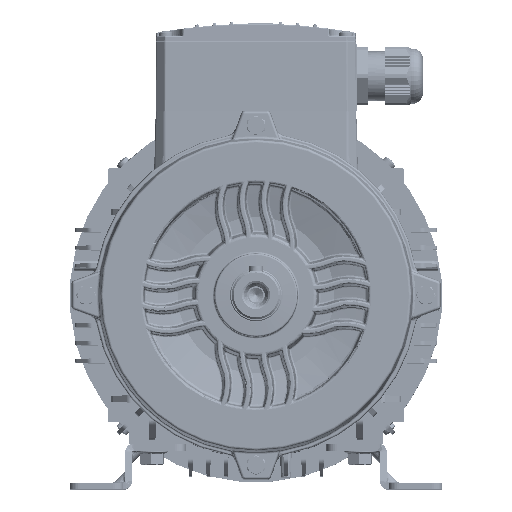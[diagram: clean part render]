
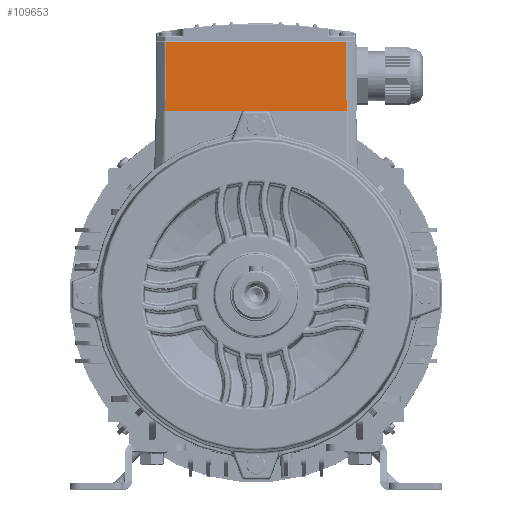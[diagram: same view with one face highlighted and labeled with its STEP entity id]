
A CAD part, top view. The second image highlights one B-rep face of the part: STEP entity #109653.
In plain terms, the highlighted planar face has unit normal (0, 0.009, 1).
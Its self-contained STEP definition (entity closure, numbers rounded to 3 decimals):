
#3919 = EDGE_CURVE ( 'NONE', #111398, #116328, #76345, .T. ) ;
#8109 = VECTOR ( 'NONE', #148121, 1000. ) ;
#8731 = CARTESIAN_POINT ( 'NONE',  ( 52.088, 146.004, 203.654 ) ) ;
#9599 = ORIENTED_EDGE ( 'NONE', *, *, #35147, .T. ) ;
#11370 = LINE ( 'NONE', #103291, #72557 ) ;
#16765 = CARTESIAN_POINT ( 'NONE',  ( -52.082, 106.5, 203.999 ) ) ;
#20895 = EDGE_CURVE ( 'NONE', #46284, #111398, #112994, .T. ) ;
#22501 = CARTESIAN_POINT ( 'NONE',  ( -52.5, 146.5, 203.65 ) ) ;
#27332 = DIRECTION ( 'NONE',  ( -0.004, 1., -0.009 ) ) ;
#33633 = ORIENTED_EDGE ( 'NONE', *, *, #3919, .F. ) ;
#35147 = EDGE_CURVE ( 'NONE', #49690, #96323, #110318, .T. ) ;
#45829 = CARTESIAN_POINT ( 'NONE',  ( 57.5, 106.5, 203.999 ) ) ;
#46284 = VERTEX_POINT ( 'NONE', #93773 ) ;
#49659 = ORIENTED_EDGE ( 'NONE', *, *, #160897, .T. ) ;
#49690 = VERTEX_POINT ( 'NONE', #79242 ) ;
#50731 = DIRECTION ( 'NONE',  ( 0., 0.009, 1. ) ) ;
#57404 = EDGE_CURVE ( 'NONE', #49690, #46284, #68559, .T. ) ;
#62707 = CARTESIAN_POINT ( 'NONE',  ( -52.088, 146.004, 203.654 ) ) ;
#65717 = DIRECTION ( 'NONE',  ( -0.004, -1., 0.009 ) ) ;
#66483 = CARTESIAN_POINT ( 'NONE',  ( -52.23, 106.5, 203.999 ) ) ;
#68559 = LINE ( 'NONE', #145533, #8109 ) ;
#68849 = DIRECTION ( 'NONE',  ( -1., 0., 0. ) ) ;
#72557 = VECTOR ( 'NONE', #158133, 1000. ) ;
#75878 = ORIENTED_EDGE ( 'NONE', *, *, #84570, .T. ) ;
#76345 = LINE ( 'NONE', #130269, #103147 ) ;
#78114 = CARTESIAN_POINT ( 'NONE',  ( -52.086, 146.499, 203.65 ) ) ;
#79242 = CARTESIAN_POINT ( 'NONE',  ( 52.23, 106.5, 203.999 ) ) ;
#80478 = VERTEX_POINT ( 'NONE', #62707 ) ;
#81602 = LINE ( 'NONE', #78114, #160472 ) ;
#83718 = VECTOR ( 'NONE', #27332, 1000. ) ;
#84570 = EDGE_CURVE ( 'NONE', #96323, #80478, #11370, .T. ) ;
#86323 = ORIENTED_EDGE ( 'NONE', *, *, #20895, .F. ) ;
#86973 = DIRECTION ( 'NONE',  ( -1., 0., 0. ) ) ;
#92298 = ORIENTED_EDGE ( 'NONE', *, *, #57404, .F. ) ;
#93773 = CARTESIAN_POINT ( 'NONE',  ( 52.082, 106.5, 203.999 ) ) ;
#96323 = VERTEX_POINT ( 'NONE', #8731 ) ;
#99379 = AXIS2_PLACEMENT_3D ( 'NONE', #22501, #50731, #104628 ) ;
#103147 = VECTOR ( 'NONE', #86973, 1000. ) ;
#103291 = CARTESIAN_POINT ( 'NONE',  ( -52.086, 146.004, 203.654 ) ) ;
#104628 = DIRECTION ( 'NONE',  ( 0., -1., 0.009 ) ) ;
#109653 = ADVANCED_FACE ( 'NONE', ( #144424 ), #143565, .T. ) ;
#110318 = LINE ( 'NONE', #148366, #83718 ) ;
#111398 = VERTEX_POINT ( 'NONE', #16765 ) ;
#112994 = LINE ( 'NONE', #45829, #135451 ) ;
#116328 = VERTEX_POINT ( 'NONE', #66483 ) ;
#130269 = CARTESIAN_POINT ( 'NONE',  ( 57.5, 106.5, 203.999 ) ) ;
#135451 = VECTOR ( 'NONE', #68849, 1000. ) ;
#142438 = EDGE_LOOP ( 'NONE', ( #9599, #75878, #49659, #33633, #86323, #92298 ) ) ;
#143565 = PLANE ( 'NONE',  #99379 ) ;
#144424 = FACE_OUTER_BOUND ( 'NONE', #142438, .T. ) ;
#145533 = CARTESIAN_POINT ( 'NONE',  ( 57.5, 106.5, 203.999 ) ) ;
#148121 = DIRECTION ( 'NONE',  ( -1., 0., 0. ) ) ;
#148366 = CARTESIAN_POINT ( 'NONE',  ( 52.084, 146.878, 203.647 ) ) ;
#158133 = DIRECTION ( 'NONE',  ( -1., 0., 0. ) ) ;
#160472 = VECTOR ( 'NONE', #65717, 1000. ) ;
#160897 = EDGE_CURVE ( 'NONE', #80478, #116328, #81602, .T. ) ;
